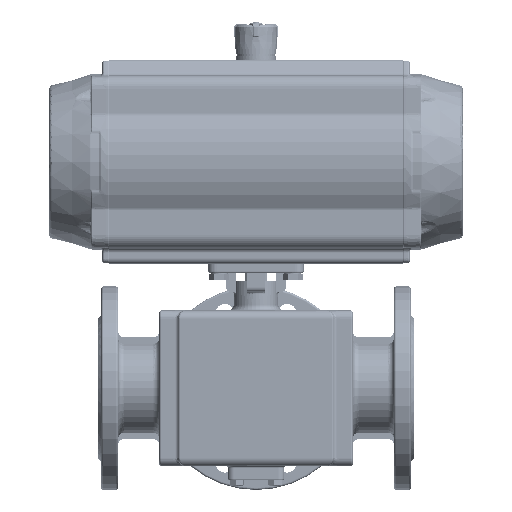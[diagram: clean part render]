
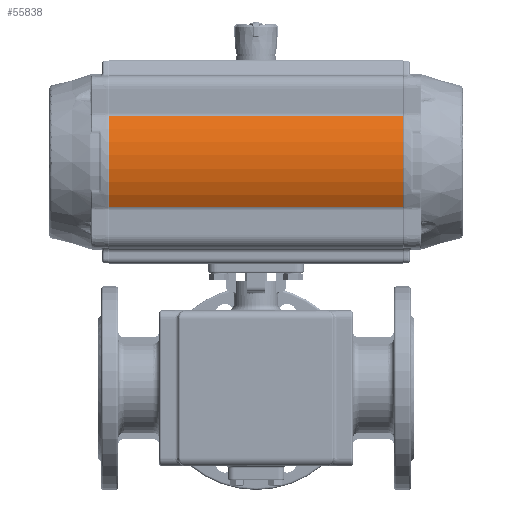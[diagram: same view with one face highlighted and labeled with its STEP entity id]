
A CAD part, left-side view. The second image highlights one B-rep face of the part: STEP entity #55838.
In plain terms, the highlighted cylindrical face has radius 88 mm (diameter 176 mm), a partial arc.
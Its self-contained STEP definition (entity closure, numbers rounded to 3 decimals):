
#3889=LINE('',#91995,#6966);
#3890=LINE('',#92005,#6967);
#6966=VECTOR('',#68506,1000.);
#6967=VECTOR('',#68517,1000.);
#9090=CYLINDRICAL_SURFACE('',#60396,88.);
#17311=ORIENTED_EDGE('',*,*,#32115,.F.);
#17312=ORIENTED_EDGE('',*,*,#32112,.T.);
#17313=ORIENTED_EDGE('',*,*,#32116,.T.);
#17314=ORIENTED_EDGE('',*,*,#32117,.T.);
#32112=EDGE_CURVE('',#39826,#39827,#3889,.T.);
#32115=EDGE_CURVE('',#39826,#39828,#44381,.T.);
#32116=EDGE_CURVE('',#39827,#39829,#44382,.T.);
#32117=EDGE_CURVE('',#39829,#39828,#3890,.T.);
#39826=VERTEX_POINT('',#91996);
#39827=VERTEX_POINT('',#91997);
#39828=VERTEX_POINT('',#92002);
#39829=VERTEX_POINT('',#92004);
#44381=CIRCLE('',#60397,88.);
#44382=CIRCLE('',#60398,88.);
#47271=EDGE_LOOP('',(#17311,#17312,#17313,#17314));
#51372=FACE_BOUND('',#47271,.T.);
#55838=ADVANCED_FACE('',(#51372),#9090,.T.);
#60396=AXIS2_PLACEMENT_3D('',#92000,#68511,#68512);
#60397=AXIS2_PLACEMENT_3D('',#92001,#68513,#68514);
#60398=AXIS2_PLACEMENT_3D('',#92003,#68515,#68516);
#68506=DIRECTION('',(0.,0.,-1.));
#68511=DIRECTION('',(0.,0.,1.));
#68512=DIRECTION('',(1.,0.,0.));
#68513=DIRECTION('',(0.,0.,1.));
#68514=DIRECTION('',(1.,0.,0.));
#68515=DIRECTION('',(0.,0.,1.));
#68516=DIRECTION('',(1.,0.,0.));
#68517=DIRECTION('',(0.,0.,1.));
#91995=CARTESIAN_POINT('',(-75.83,44.652,0.));
#91996=CARTESIAN_POINT('',(-75.83,44.652,288.));
#91997=CARTESIAN_POINT('',(-75.83,44.652,0.));
#92000=CARTESIAN_POINT('',(0.,0.,0.));
#92001=CARTESIAN_POINT('',(0.,0.,288.));
#92002=CARTESIAN_POINT('',(-75.83,-44.652,288.));
#92003=CARTESIAN_POINT('',(0.,0.,0.));
#92004=CARTESIAN_POINT('',(-75.83,-44.652,0.));
#92005=CARTESIAN_POINT('',(-75.83,-44.652,0.));
